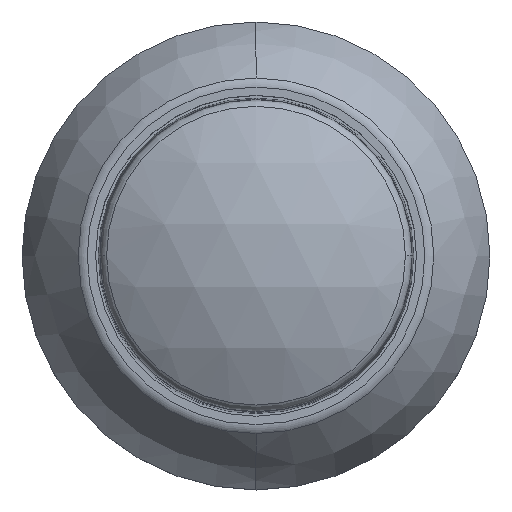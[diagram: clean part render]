
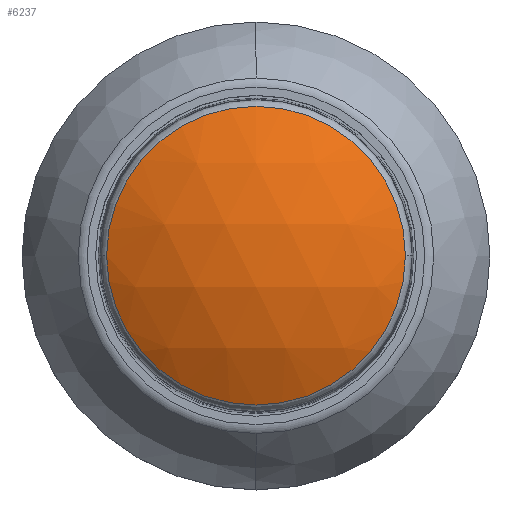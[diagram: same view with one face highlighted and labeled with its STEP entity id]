
A CAD part, top view. The second image highlights one B-rep face of the part: STEP entity #6237.
In plain terms, the highlighted spherical face has radius 11.125 mm.
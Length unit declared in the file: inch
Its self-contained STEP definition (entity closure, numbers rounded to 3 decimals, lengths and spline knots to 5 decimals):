
#152=SPHERICAL_SURFACE('',#6638,0.438);
#249=FACE_OUTER_BOUND('',#600,.T.);
#600=EDGE_LOOP('',(#4192,#4193));
#1012=CIRCLE('',#6633,0.21993);
#1016=CIRCLE('',#6639,0.21993);
#2528=VERTEX_POINT('',#9051);
#2529=VERTEX_POINT('',#9052);
#3186=EDGE_CURVE('',#2528,#2529,#1012,.T.);
#3190=EDGE_CURVE('',#2528,#2529,#1016,.T.);
#4192=ORIENTED_EDGE('',*,*,#3186,.F.);
#4193=ORIENTED_EDGE('',*,*,#3190,.T.);
#6237=ADVANCED_FACE('',(#249),#152,.T.);
#6633=AXIS2_PLACEMENT_3D('',#9053,#7263,#7264);
#6638=AXIS2_PLACEMENT_3D('',#9059,#7273,#7274);
#6639=AXIS2_PLACEMENT_3D('',#9060,#7275,#7276);
#7263=DIRECTION('center_axis',(0.,0.,
-1.));
#7264=DIRECTION('ref_axis',(0.,1.,0.));
#7273=DIRECTION('center_axis',(0.,-1.,0.));
#7274=DIRECTION('ref_axis',(0.,0.,1.));
#7275=DIRECTION('center_axis',(0.,0.,
1.));
#7276=DIRECTION('ref_axis',(0.,1.,0.));
#9051=CARTESIAN_POINT('',(-0.21993,0.,0.69275));
#9052=CARTESIAN_POINT('',(0.21993,0.,0.69275));
#9053=CARTESIAN_POINT('Origin',(0.,0.,
0.69275));
#9059=CARTESIAN_POINT('Origin',(0.,0.,
0.31396));
#9060=CARTESIAN_POINT('Origin',(0.,0.,
0.69275));
